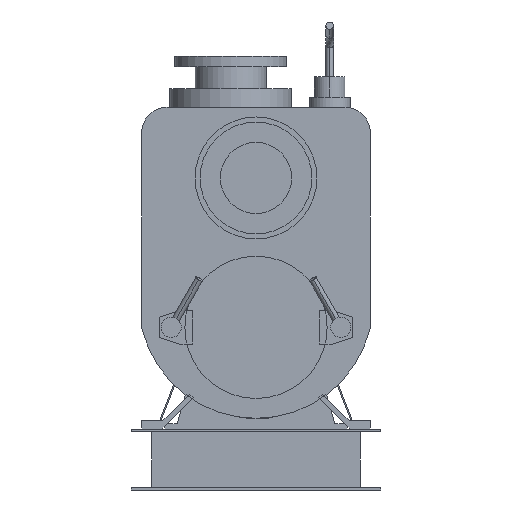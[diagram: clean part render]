
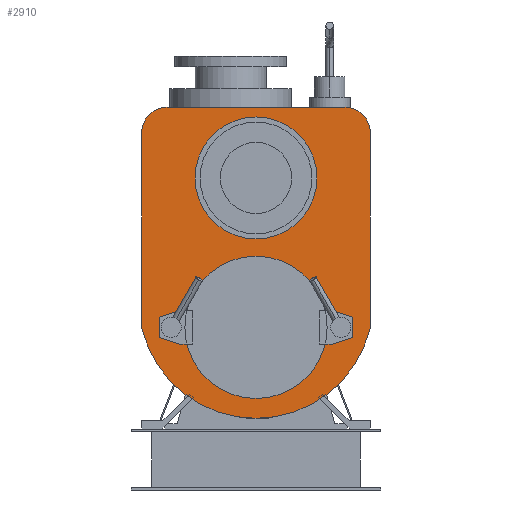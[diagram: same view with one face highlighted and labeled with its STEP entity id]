
A CAD part, front view. The second image highlights one B-rep face of the part: STEP entity #2910.
In plain terms, the highlighted planar face has unit normal (0, -1, 0).
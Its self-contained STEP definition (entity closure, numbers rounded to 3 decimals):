
#63=CIRCLE('',#3184,50.);
#65=CIRCLE('',#3187,50.);
#67=CIRCLE('',#3193,230.921);
#375=FACE_OUTER_BOUND('',#573,.T.);
#573=EDGE_LOOP('',(#2330,#2331,#2332,#2333,#2334,#2335));
#828=LINE('',#5329,#1104);
#831=LINE('',#5334,#1107);
#833=LINE('',#5338,#1109);
#1104=VECTOR('',#3801,304.8);
#1107=VECTOR('',#3806,304.8);
#1109=VECTOR('',#3810,304.8);
#1356=VERTEX_POINT('',#5310);
#1357=VERTEX_POINT('',#5311);
#1360=VERTEX_POINT('',#5319);
#1361=VERTEX_POINT('',#5320);
#1364=VERTEX_POINT('',#5328);
#1366=VERTEX_POINT('',#5337);
#1688=EDGE_CURVE('',#1356,#1357,#63,.T.);
#1692=EDGE_CURVE('',#1360,#1361,#65,.T.);
#1696=EDGE_CURVE('',#1357,#1364,#828,.T.);
#1699=EDGE_CURVE('',#1361,#1356,#831,.T.);
#1701=EDGE_CURVE('',#1366,#1360,#833,.T.);
#1704=EDGE_CURVE('',#1364,#1366,#67,.T.);
#2330=ORIENTED_EDGE('',*,*,#1704,.T.);
#2331=ORIENTED_EDGE('',*,*,#1701,.T.);
#2332=ORIENTED_EDGE('',*,*,#1692,.T.);
#2333=ORIENTED_EDGE('',*,*,#1699,.T.);
#2334=ORIENTED_EDGE('',*,*,#1688,.T.);
#2335=ORIENTED_EDGE('',*,*,#1696,.T.);
#2740=PLANE('',#3196);
#2910=ADVANCED_FACE('',(#375),#2740,.T.);
#3184=AXIS2_PLACEMENT_3D('',#5312,#3785,#3786);
#3187=AXIS2_PLACEMENT_3D('',#5321,#3793,#3794);
#3193=AXIS2_PLACEMENT_3D('',#5343,#3815,#3816);
#3196=AXIS2_PLACEMENT_3D('',#5346,#3821,#3822);
#3785=DIRECTION('center_axis',(0.,-1.,0.));
#3786=DIRECTION('ref_axis',(1.,0.,0.));
#3793=DIRECTION('center_axis',(0.,-1.,0.));
#3794=DIRECTION('ref_axis',(1.,0.,0.));
#3801=DIRECTION('',(0.,0.,-1.));
#3806=DIRECTION('',(-1.,0.,0.));
#3810=DIRECTION('',(0.,0.,1.));
#3815=DIRECTION('center_axis',(0.,-1.,0.));
#3816=DIRECTION('ref_axis',(1.,0.,0.));
#3821=DIRECTION('center_axis',(0.,-1.,0.));
#3822=DIRECTION('ref_axis',(0.,0.,1.));
#5310=CARTESIAN_POINT('',(71367.476,8859.572,753.));
#5311=CARTESIAN_POINT('',(71317.476,8859.572,703.));
#5312=CARTESIAN_POINT('Origin',(71367.476,8859.572,703.));
#5319=CARTESIAN_POINT('',(71767.476,8859.572,703.));
#5320=CARTESIAN_POINT('',(71717.476,8859.572,753.));
#5321=CARTESIAN_POINT('Origin',(71717.476,8859.572,703.));
#5328=CARTESIAN_POINT('',(71317.476,8859.572,320.));
#5329=CARTESIAN_POINT('',(71317.476,8859.572,703.));
#5334=CARTESIAN_POINT('',(71717.476,8859.572,753.));
#5337=CARTESIAN_POINT('',(71767.476,8859.572,320.));
#5338=CARTESIAN_POINT('',(71767.476,8859.572,320.));
#5343=CARTESIAN_POINT('Origin',(71542.476,8859.572,371.957));
#5346=CARTESIAN_POINT('Origin',(71773.397,8859.572,371.957));
